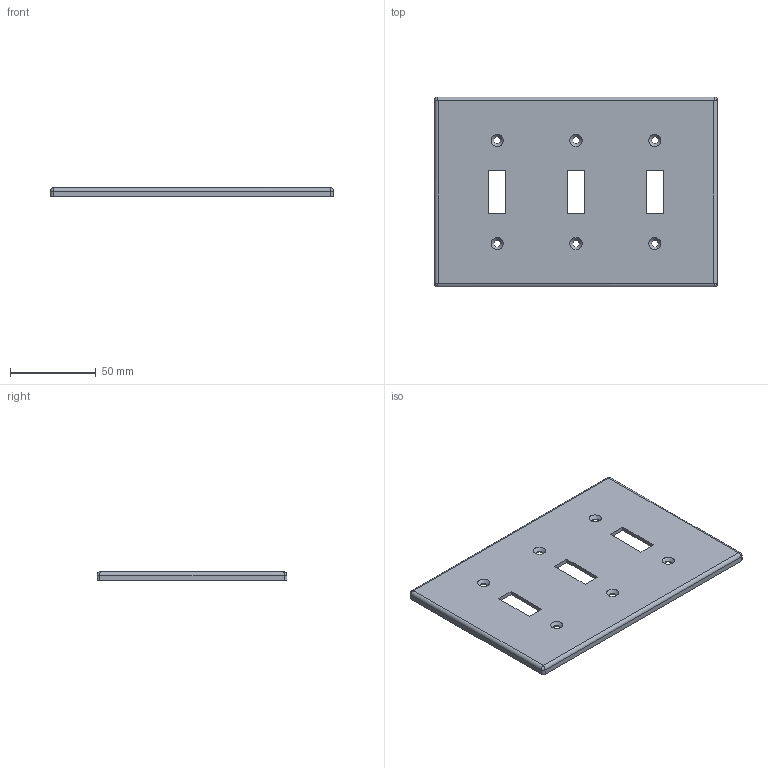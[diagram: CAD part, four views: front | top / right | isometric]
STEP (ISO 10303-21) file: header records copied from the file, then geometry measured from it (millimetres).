
FILE_DESCRIPTION(/* description */ (''),/* implementation_level */ '2;1');
FILE_NAME(/* name */ '07806-3.ipt.stp',/* time_stamp */ '2020-11-10T19:52:19+05:00',/* author */ ('kr'),/* organization */ (''),/* preprocessor_version */ 'ST-DEVELOPER v18',/* originating_system */ 'Autodesk Inventor 2020',/* authorisation */ '');
FILE_SCHEMA (('AUTOMOTIVE_DESIGN { 1 0 10303 214 3 1 1 }'));
Length unit declared in the file: inch
Products named in the file (1): 1FB
Bounding box: 165.1 x 110.79 x 5.08 mm (x, y, z)
Volume: 42804.9 mm3; surface area: 39032.7 mm2
Topology: 1 solids, 1 shells, 59 faces, 158 edges, 96 vertices
Faces by surface type: plane 23, cylinder 22, bspline 8, cone 6
Full cylindrical faces by diameter (mm): 3.962 x6
Entity records: 2045 total; most frequent: CARTESIAN_POINT 498, DIRECTION 320, ORIENTED_EDGE 304, EDGE_CURVE 152, AXIS2_PLACEMENT_3D 116, VERTEX_POINT 96, LINE 88, VECTOR 88
